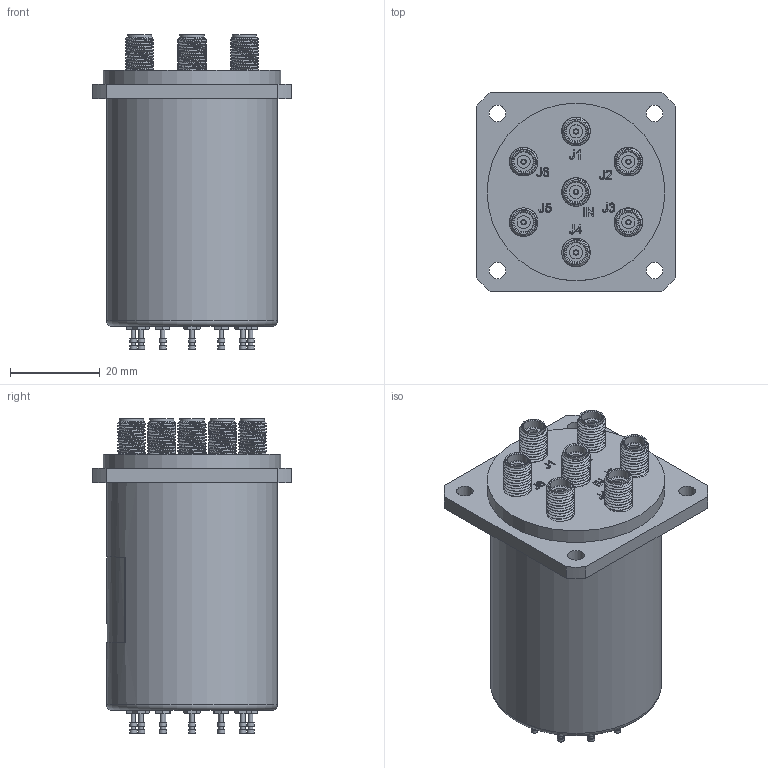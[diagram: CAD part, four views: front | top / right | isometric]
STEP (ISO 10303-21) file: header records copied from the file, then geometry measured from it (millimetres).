
FILE_DESCRIPTION (( 'STEP AP203' ), '1' );
FILE_NAME ('PE71S6144_3D.step', '2021-04-21T23:00:10', ( '' ), ( '' ), 'SwSTEP 2.0', 'SolidWorks 2020', '' );
FILE_SCHEMA (( 'CONFIG_CONTROL_DESIGN' ));
Length unit declared in the file: inch
Products named in the file (1): PE71S6144_3D
Bounding box: 44.45 x 44.45 x 70.1 mm (x, y, z)
Volume: 69203.2 mm3; surface area: 13548.3 mm2
Topology: 1 solids, 1 shells, 626 faces, 1379 edges, 884 vertices
Faces by surface type: plane 296, cone 118, cylinder 113, bspline 98, torus 1
Full cylindrical faces by diameter (mm): 0.94 x7, 1.016 x30, 1.194 x7, 1.524 x30, 2.92 x7, 3.734 x4, 4.572 x7, 5.385 x7, 38.1 x1, 39.624 x1
Entity records: 32384 total; most frequent: CARTESIAN_POINT 19967, ORIENTED_EDGE 2458, DIRECTION 2215, EDGE_CURVE 1229, EDGE_LOOP 893, AXIS2_PLACEMENT_3D 865, VERTEX_POINT 864, FACE_OUTER_BOUND 728
